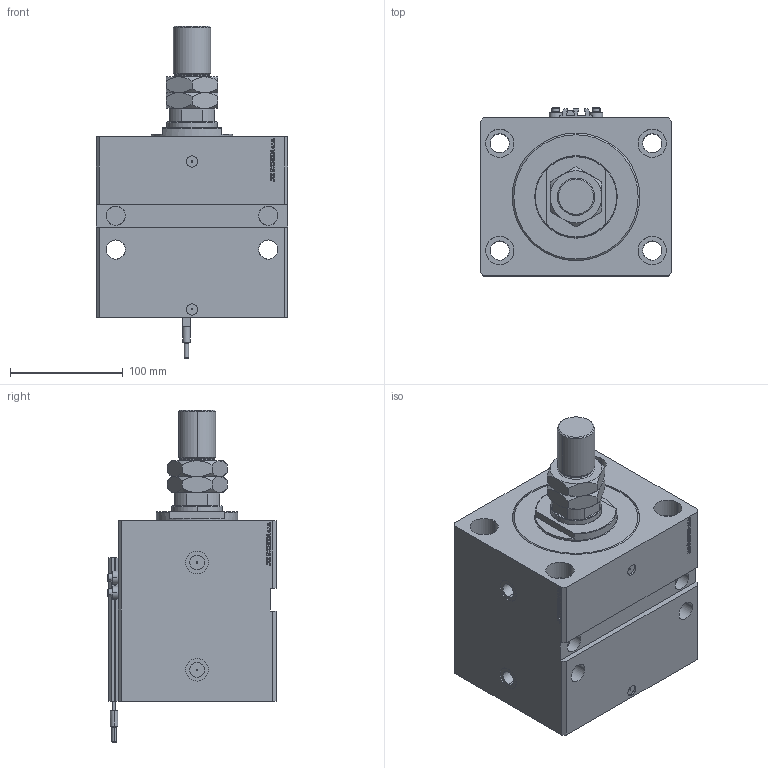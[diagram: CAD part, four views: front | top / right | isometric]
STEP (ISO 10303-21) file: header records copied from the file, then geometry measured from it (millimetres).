
FILE_DESCRIPTION (( 'STEP AP203' ), '1' );
FILE_NAME ('720c.STEP', '2023-10-07T19:28:04', ( '' ), ( '' ), 'SwSTEP 2.0', 'SolidWorks 2019', '' );
FILE_SCHEMA (( 'CONFIG_CONTROL_DESIGN' ));
Length unit declared in the file: millimetre
Products named in the file (7): ALLEN BOLT V250CE e58797b152621d0f1a47c6903b051564; V250CE_C_VCP e58797b152621d0f1a47c6903b051564; SWITCH_V250CE e58797b152621d0f1a47c6903b051564; 720c; MTA e58797b152621d0f1a47c6903b051564; V250CE_VC_E e58797b152621d0f1a47c6903b051564; V250CE_E_Body e58797b152621d0f1a47c6903b051564
Assembly tree (9 placements, depth 2):
  720c
    V250CE_E_Body e58797b152621d0f1a47c6903b051564
    ALLEN BOLT V250CE e58797b152621d0f1a47c6903b051564  x4
    V250CE_C_VCP e58797b152621d0f1a47c6903b051564
    V250CE_VC_E e58797b152621d0f1a47c6903b051564
    MTA e58797b152621d0f1a47c6903b051564
    SWITCH_V250CE e58797b152621d0f1a47c6903b051564
Bounding box: 170 x 149 x 294 mm (x, y, z)
Volume: 3320916 mm3; surface area: 358037.6 mm2
Topology: 10 solids, 10 shells, 1198 faces, 2954 edges, 1899 vertices
Faces by surface type: plane 578, bspline 368, cylinder 148, cone 86, torus 18
Entity records: 51436 total; most frequent: CARTESIAN_POINT 26346, ORIENTED_EDGE 5598, DIRECTION 3791, EDGE_CURVE 2799, VERTEX_POINT 1815, VECTOR 1671, LINE 1671, EDGE_LOOP 1264
